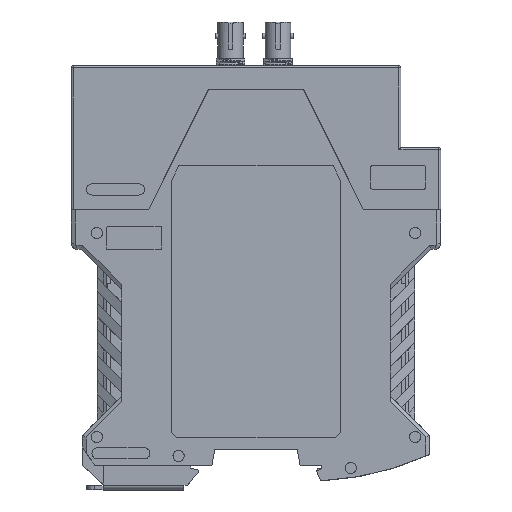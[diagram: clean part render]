
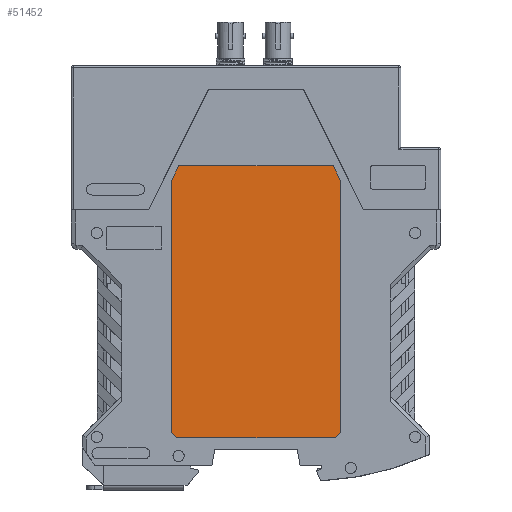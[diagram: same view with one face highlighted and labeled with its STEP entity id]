
A CAD part, top view. The second image highlights one B-rep face of the part: STEP entity #51452.
In plain terms, the highlighted planar face has unit normal (0, 0, 1).
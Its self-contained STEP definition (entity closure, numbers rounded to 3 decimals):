
#1303=CIRCLE('',#54525,2.);
#1304=CIRCLE('',#54526,2.);
#3117=FACE_OUTER_BOUND('',#5851,.T.);
#5851=EDGE_LOOP('',(#35528,#35529,#35530,#35531,#35532,#35533,#35534,#35535));
#9506=LINE('',#73819,#15766);
#9507=LINE('',#73823,#15767);
#9508=LINE('',#73827,#15768);
#9509=LINE('',#73829,#15769);
#9510=LINE('',#73831,#15770);
#9511=LINE('',#73832,#15771);
#15766=VECTOR('',#59541,1.);
#15767=VECTOR('',#59544,1.);
#15768=VECTOR('',#59547,1.);
#15769=VECTOR('',#59548,1.);
#15770=VECTOR('',#59549,1.);
#15771=VECTOR('',#59550,1.);
#21869=VERTEX_POINT('',#73817);
#21870=VERTEX_POINT('',#73818);
#21871=VERTEX_POINT('',#73820);
#21872=VERTEX_POINT('',#73822);
#21873=VERTEX_POINT('',#73824);
#21874=VERTEX_POINT('',#73826);
#21875=VERTEX_POINT('',#73828);
#21876=VERTEX_POINT('',#73830);
#27212=EDGE_CURVE('',#21869,#21870,#9506,.T.);
#27213=EDGE_CURVE('',#21871,#21870,#1303,.T.);
#27214=EDGE_CURVE('',#21871,#21872,#9507,.T.);
#27215=EDGE_CURVE('',#21872,#21873,#1304,.T.);
#27216=EDGE_CURVE('',#21873,#21874,#9508,.T.);
#27217=EDGE_CURVE('',#21874,#21875,#9509,.T.);
#27218=EDGE_CURVE('',#21875,#21876,#9510,.T.);
#27219=EDGE_CURVE('',#21876,#21869,#9511,.T.);
#35528=ORIENTED_EDGE('',*,*,#27212,.T.);
#35529=ORIENTED_EDGE('',*,*,#27213,.F.);
#35530=ORIENTED_EDGE('',*,*,#27214,.T.);
#35531=ORIENTED_EDGE('',*,*,#27215,.T.);
#35532=ORIENTED_EDGE('',*,*,#27216,.T.);
#35533=ORIENTED_EDGE('',*,*,#27217,.T.);
#35534=ORIENTED_EDGE('',*,*,#27218,.T.);
#35535=ORIENTED_EDGE('',*,*,#27219,.T.);
#49318=PLANE('',#54524);
#51452=ADVANCED_FACE('',(#3117),#49318,.T.);
#54524=AXIS2_PLACEMENT_3D('',#73816,#59539,#59540);
#54525=AXIS2_PLACEMENT_3D('',#73821,#59542,#59543);
#54526=AXIS2_PLACEMENT_3D('',#73825,#59545,#59546);
#59539=DIRECTION('center_axis',(0.,0.,1.));
#59540=DIRECTION('ref_axis',(1.,0.,0.));
#59541=DIRECTION('',(0.,-1.,0.));
#59542=DIRECTION('center_axis',(0.,0.,-1.));
#59543=DIRECTION('ref_axis',(-1.,0.,0.));
#59544=DIRECTION('',(1.,0.,0.));
#59545=DIRECTION('center_axis',(0.,0.,1.));
#59546=DIRECTION('ref_axis',(1.,0.,0.));
#59547=DIRECTION('',(0.,1.,0.));
#59548=DIRECTION('',(-0.447,0.894,0.));
#59549=DIRECTION('',(-1.,0.,0.));
#59550=DIRECTION('',(-0.447,-0.894,0.));
#73816=CARTESIAN_POINT('Origin',(3.747,57.985,11.1));
#73817=CARTESIAN_POINT('',(-22.65,84.3,11.1));
#73818=CARTESIAN_POINT('',(-22.65,17.4,11.1));
#73819=CARTESIAN_POINT('',(-22.65,0.,11.1));
#73820=CARTESIAN_POINT('',(-20.65,15.4,11.1));
#73821=CARTESIAN_POINT('Origin',(-20.65,17.4,11.1));
#73822=CARTESIAN_POINT('',(20.65,15.4,11.1));
#73823=CARTESIAN_POINT('',(0.,15.4,11.1));
#73824=CARTESIAN_POINT('',(22.65,17.4,11.1));
#73825=CARTESIAN_POINT('Origin',(20.65,17.4,11.1));
#73826=CARTESIAN_POINT('',(22.65,84.3,11.1));
#73827=CARTESIAN_POINT('',(22.65,0.,11.1));
#73828=CARTESIAN_POINT('',(20.65,88.3,11.1));
#73829=CARTESIAN_POINT('',(51.84,25.92,11.1));
#73830=CARTESIAN_POINT('',(-20.65,88.3,11.1));
#73831=CARTESIAN_POINT('',(0.,88.3,11.1));
#73832=CARTESIAN_POINT('',(-51.84,25.92,11.1));
